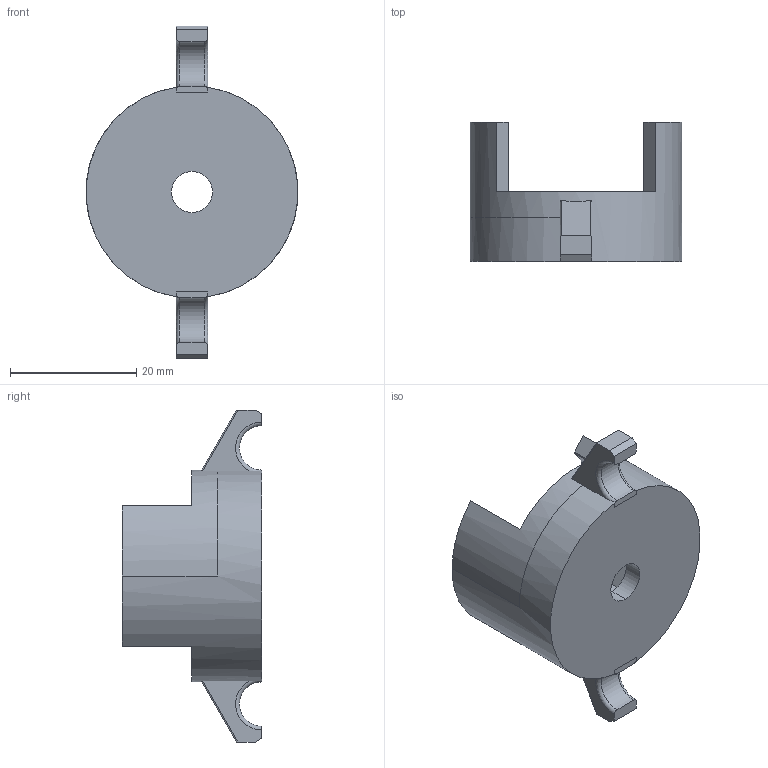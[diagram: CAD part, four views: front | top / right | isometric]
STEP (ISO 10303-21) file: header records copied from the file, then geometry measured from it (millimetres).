
FILE_DESCRIPTION((''),'2;1');
FILE_NAME('VALVE_TABLE','2024-10-02T22:41:59',('weiss'),(''),'CREO PARAMETRIC BY PTC INC, 2022014','CREO PARAMETRIC BY PTC INC, 2022014','');
FILE_SCHEMA(('CONFIG_CONTROL_DESIGN'));
Length unit declared in the file: millimetre
Products named in the file (1): VALVE_TABLE
Bounding box: 33.5 x 22 x 52.5 mm (x, y, z)
Volume: 9007.4 mm3; surface area: 4712.5 mm2
Topology: 1 solids, 1 shells, 53 faces, 154 edges, 104 vertices
Faces by surface type: plane 31, cylinder 16, torus 4, cone 2
Entity records: 1853 total; most frequent: CARTESIAN_POINT 402, ORIENTED_EDGE 308, DIRECTION 282, EDGE_CURVE 154, VERTEX_POINT 104, AXIS2_PLACEMENT_3D 97, VECTOR 88, LINE 88
